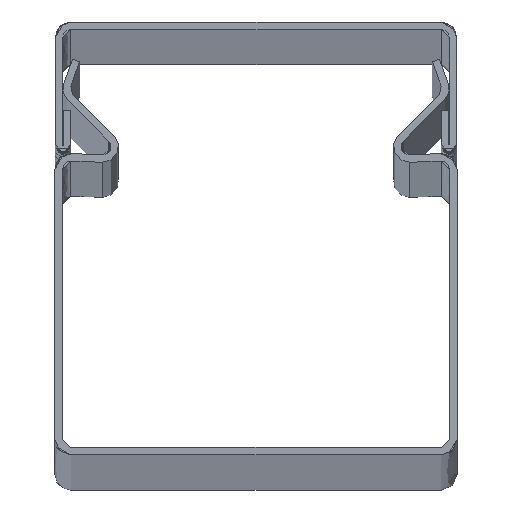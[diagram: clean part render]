
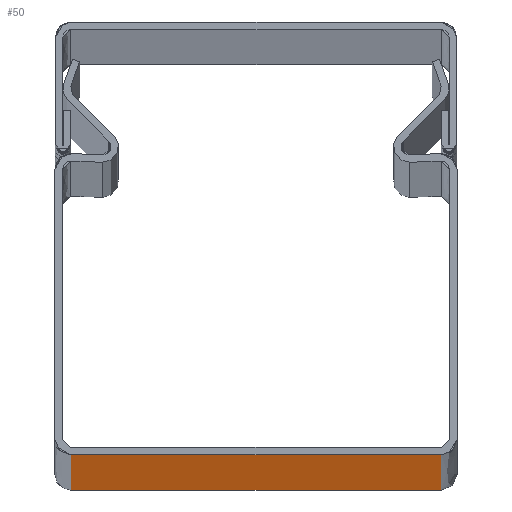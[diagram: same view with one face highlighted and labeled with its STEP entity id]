
A CAD part, top view. The second image highlights one B-rep face of the part: STEP entity #50.
In plain terms, the highlighted free-form (B-spline) face has degree [2, 1] with [3, 2] control points.
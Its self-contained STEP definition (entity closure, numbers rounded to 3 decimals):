
#50=ADVANCED_FACE('',(#109),#1000,.T.);
#109=FACE_OUTER_BOUND('',#168,.T.);
#168=EDGE_LOOP('',(#346,#347,#348,#349));
#346=ORIENTED_EDGE('',*,*,#617,.T.);
#347=ORIENTED_EDGE('',*,*,#618,.T.);
#348=ORIENTED_EDGE('',*,*,#619,.F.);
#349=ORIENTED_EDGE('',*,*,#615,.F.);
#615=EDGE_CURVE('',#929,#930,#746,.T.);
#617=EDGE_CURVE('',#929,#931,#748,.T.);
#618=EDGE_CURVE('',#931,#932,#749,.T.);
#619=EDGE_CURVE('',#930,#932,#750,.T.);
#746=(
BOUNDED_CURVE()
B_SPLINE_CURVE(1,(#2278,#2279),.UNSPECIFIED.,.F.,.F.)
B_SPLINE_CURVE_WITH_KNOTS((2,2),(0.,2000.),.UNSPECIFIED.)
CURVE()
GEOMETRIC_REPRESENTATION_ITEM()
RATIONAL_B_SPLINE_CURVE((1.,1.))
REPRESENTATION_ITEM('')
);
#748=(
BOUNDED_CURVE()
B_SPLINE_CURVE(2,(#2283,#2284,#2285),.UNSPECIFIED.,.F.,.F.)
B_SPLINE_CURVE_WITH_KNOTS((3,3),(-354.861,-317.908),
 .UNSPECIFIED.)
CURVE()
GEOMETRIC_REPRESENTATION_ITEM()
RATIONAL_B_SPLINE_CURVE((1.,1.,1.))
REPRESENTATION_ITEM('')
);
#749=(
BOUNDED_CURVE()
B_SPLINE_CURVE(1,(#2286,#2287),.UNSPECIFIED.,.F.,.F.)
B_SPLINE_CURVE_WITH_KNOTS((2,2),(0.,2000.),.UNSPECIFIED.)
CURVE()
GEOMETRIC_REPRESENTATION_ITEM()
RATIONAL_B_SPLINE_CURVE((1.,1.))
REPRESENTATION_ITEM('')
);
#750=(
BOUNDED_CURVE()
B_SPLINE_CURVE(2,(#2288,#2289,#2290),.UNSPECIFIED.,.F.,.F.)
B_SPLINE_CURVE_WITH_KNOTS((3,3),(-354.861,-317.908),
 .UNSPECIFIED.)
CURVE()
GEOMETRIC_REPRESENTATION_ITEM()
RATIONAL_B_SPLINE_CURVE((1.,1.,1.))
REPRESENTATION_ITEM('')
);
#929=VERTEX_POINT('',#2149);
#930=VERTEX_POINT('',#2150);
#931=VERTEX_POINT('',#2151);
#932=VERTEX_POINT('',#2152);
#1000=(
BOUNDED_SURFACE()
B_SPLINE_SURFACE(2,1,((#1935,#1936),(#1937,#1938),(#1939,#1940)),
 .UNSPECIFIED.,.F.,.F.,.F.)
B_SPLINE_SURFACE_WITH_KNOTS((3,3),(2,2),(-354.861,-317.908),
(0.,2000.),.UNSPECIFIED.)
GEOMETRIC_REPRESENTATION_ITEM()
RATIONAL_B_SPLINE_SURFACE(((1.,1.),(1.,1.),(1.,1.)))
REPRESENTATION_ITEM('')
SURFACE()
);
#1935=CARTESIAN_POINT('',(343.068,-649.501,0.));
#1936=CARTESIAN_POINT('',(343.068,-649.501,2000.));
#1937=CARTESIAN_POINT('',(361.544,-649.501,0.));
#1938=CARTESIAN_POINT('',(361.544,-649.501,2000.));
#1939=CARTESIAN_POINT('',(380.02,-649.501,0.));
#1940=CARTESIAN_POINT('',(380.02,-649.501,2000.));
#2149=CARTESIAN_POINT('',(343.068,-649.501,0.));
#2150=CARTESIAN_POINT('',(343.068,-649.501,2000.));
#2151=CARTESIAN_POINT('',(380.02,-649.501,0.));
#2152=CARTESIAN_POINT('',(380.02,-649.501,2000.));
#2278=CARTESIAN_POINT('',(343.068,-649.501,0.));
#2279=CARTESIAN_POINT('',(343.068,-649.501,2000.));
#2283=CARTESIAN_POINT('',(343.068,-649.501,0.));
#2284=CARTESIAN_POINT('',(361.544,-649.501,0.));
#2285=CARTESIAN_POINT('',(380.02,-649.501,0.));
#2286=CARTESIAN_POINT('',(380.02,-649.501,0.));
#2287=CARTESIAN_POINT('',(380.02,-649.501,2000.));
#2288=CARTESIAN_POINT('',(343.068,-649.501,2000.));
#2289=CARTESIAN_POINT('',(361.544,-649.501,2000.));
#2290=CARTESIAN_POINT('',(380.02,-649.501,2000.));
